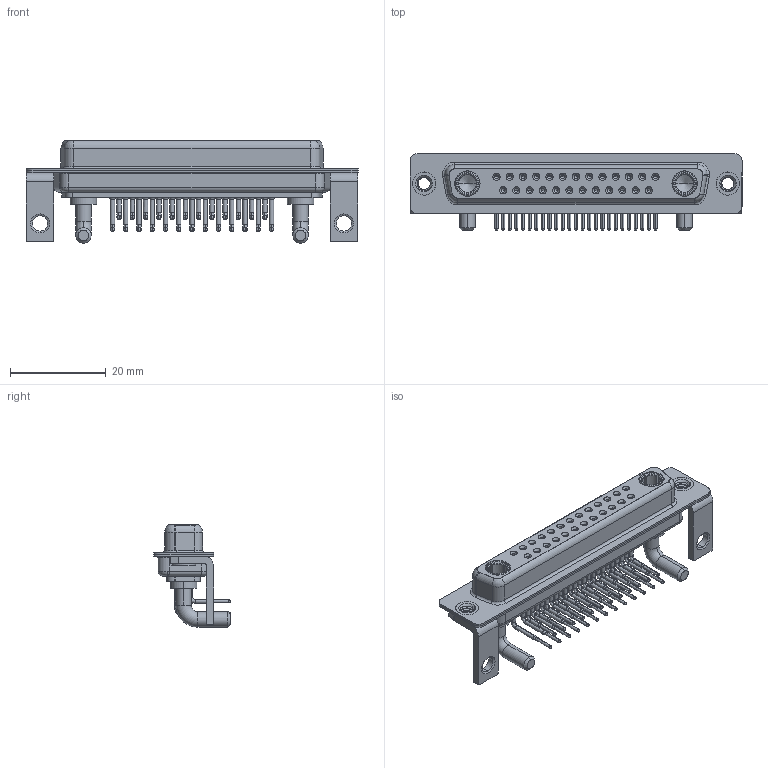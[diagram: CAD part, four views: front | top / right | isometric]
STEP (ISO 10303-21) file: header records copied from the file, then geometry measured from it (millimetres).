
FILE_DESCRIPTION (( 'STEP AP203' ), '1' );
FILE_NAME ('630-27W2640-3NC.STEP', '2022-06-07T16:53:14', ( '' ), ( '' ), 'SwSTEP 2.0', 'SolidWorks 2020', '' );
FILE_SCHEMA (( 'CONFIG_CONTROL_DESIGN' ));
Length unit declared in the file: millimetre
Products named in the file (9): 630Combo Housing_27W2; Power Socket_30A RA; 630-27W2640-3NC; 630Combo Contact Row 2; 630Combo Threaded Rivet_B; 630Combo Shell Front_37 Contacts; 630Combo Stabilizer Bracket; 630Combo Contact Row 1; 630Combo Shell Rear_37 Contacts
Assembly tree (34 placements, depth 2):
  630-27W2640-3NC
    630Combo Housing_27W2
    630Combo Shell Front_37 Contacts
    630Combo Shell Rear_37 Contacts
    630Combo Threaded Rivet_B  x2
    630Combo Stabilizer Bracket  x2
    Power Socket_30A RA  x2
    630Combo Contact Row 1  x13
    630Combo Contact Row 2  x12
Bounding box: 69.4 x 16 x 21.4 mm (x, y, z)
Volume: 5992.7 mm3; surface area: 13175.8 mm2
Topology: 36 solids, 36 shells, 1798 faces, 4572 edges, 2884 vertices
Faces by surface type: cylinder 780, plane 520, cone 321, bspline 108, torus 69
Entity records: 25514 total; most frequent: CARTESIAN_POINT 5690, DIRECTION 4166, ORIENTED_EDGE 3548, EDGE_CURVE 1774, AXIS2_PLACEMENT_3D 1735, VERTEX_POINT 1133, CIRCLE 957, EDGE_LOOP 919
